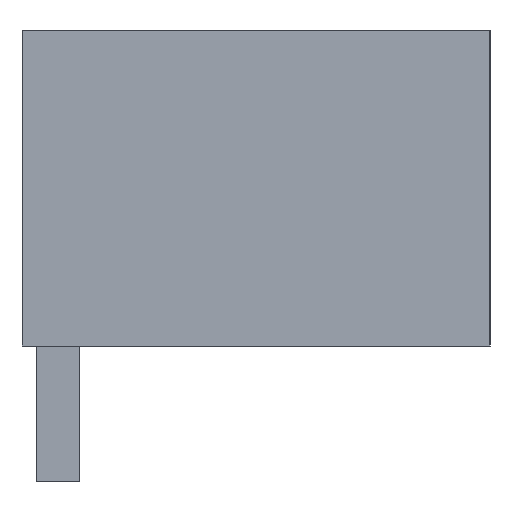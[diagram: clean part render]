
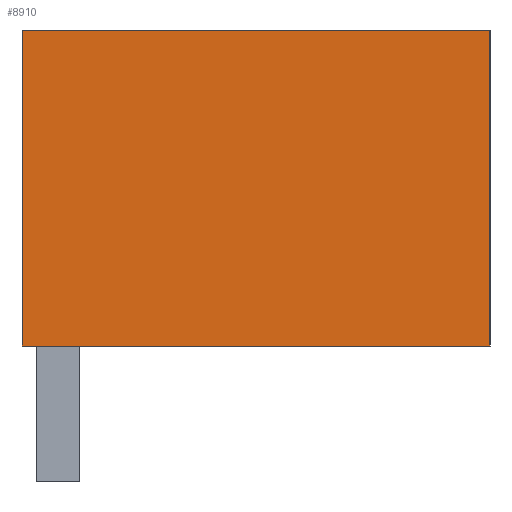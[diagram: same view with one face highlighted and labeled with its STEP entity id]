
A CAD part, left-side view. The second image highlights one B-rep face of the part: STEP entity #8910.
In plain terms, the highlighted planar face has unit normal (-1, 0, 0).
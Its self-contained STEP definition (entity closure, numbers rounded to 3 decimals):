
#8897=AXIS2_PLACEMENT_3D('Plane Axis2P3D',#8894,#8895,#8896) ;
#3146=CARTESIAN_POINT('Vertex',(0.,11.05,3.2)) ;
#3149=CARTESIAN_POINT('Line Origine',(0.,11.05,6.925)) ;
#3153=CARTESIAN_POINT('Vertex',(0.,11.05,10.65)) ;
#3663=CARTESIAN_POINT('Line Origine',(0.,5.525,3.2)) ;
#3667=CARTESIAN_POINT('Vertex',(0.,0.,3.2)) ;
#7539=CARTESIAN_POINT('Line Origine',(0.,5.525,10.65)) ;
#7543=CARTESIAN_POINT('Vertex',(0.,0.,10.65)) ;
#8894=CARTESIAN_POINT('Axis2P3D Location',(0.,-2.377,0.)) ;
#8899=CARTESIAN_POINT('Line Origine',(0.,0.,6.925)) ;
#3150=DIRECTION('Vector Direction',(0.,0.,-1.)) ;
#3664=DIRECTION('Vector Direction',(0.,1.,0.)) ;
#7540=DIRECTION('Vector Direction',(0.,-1.,0.)) ;
#8895=DIRECTION('Axis2P3D Direction',(1.,-0.,0.)) ;
#8896=DIRECTION('Axis2P3D XDirection',(0.,1.,0.)) ;
#8900=DIRECTION('Vector Direction',(0.,0.,1.)) ;
#3151=VECTOR('Line Direction',#3150,1.) ;
#3665=VECTOR('Line Direction',#3664,1.) ;
#7541=VECTOR('Line Direction',#7540,1.) ;
#8901=VECTOR('Line Direction',#8900,1.) ;
#8905=ORIENTED_EDGE('',*,*,#7545,.F.) ;
#8906=ORIENTED_EDGE('',*,*,#3155,.T.) ;
#8907=ORIENTED_EDGE('',*,*,#3669,.F.) ;
#8908=ORIENTED_EDGE('',*,*,#8903,.T.) ;
#8910=ADVANCED_FACE('HOUSING',(#8909),#8898,.F.) ;
#3155=EDGE_CURVE('',#3154,#3147,#3152,.T.) ;
#3669=EDGE_CURVE('',#3668,#3147,#3666,.T.) ;
#7545=EDGE_CURVE('',#3154,#7544,#7542,.T.) ;
#8903=EDGE_CURVE('',#3668,#7544,#8902,.T.) ;
#8904=EDGE_LOOP('',(#8905,#8906,#8907,#8908)) ;
#8909=FACE_OUTER_BOUND('',#8904,.T.) ;
#3152=LINE('Line',#3149,#3151) ;
#3666=LINE('Line',#3663,#3665) ;
#7542=LINE('Line',#7539,#7541) ;
#8902=LINE('Line',#8899,#8901) ;
#8898=PLANE('',#8897) ;
#3147=VERTEX_POINT('',#3146) ;
#3154=VERTEX_POINT('',#3153) ;
#3668=VERTEX_POINT('',#3667) ;
#7544=VERTEX_POINT('',#7543) ;
